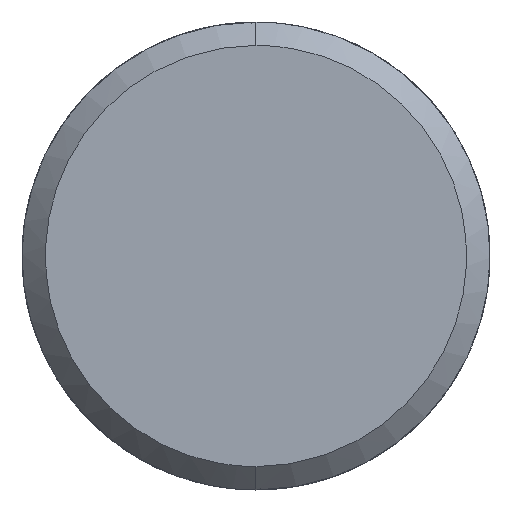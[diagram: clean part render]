
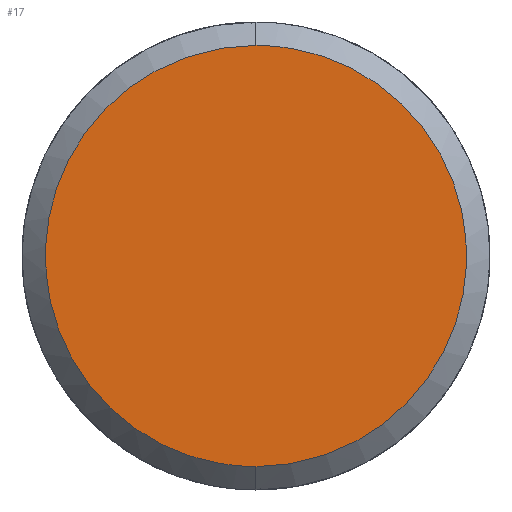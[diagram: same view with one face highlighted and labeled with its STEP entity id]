
A CAD part, front view. The second image highlights one B-rep face of the part: STEP entity #17.
In plain terms, the highlighted free-form (B-spline) face has degree [1, 1] with [2, 2] control points.
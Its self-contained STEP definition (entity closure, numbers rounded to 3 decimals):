
#17 = ADVANCED_FACE('',(#18),#40,.F.);
#18 = FACE_BOUND('',#19,.F.);
#19 = EDGE_LOOP('',(#20,#32));
#20 = ORIENTED_EDGE('',*,*,#21,.F.);
#21 = EDGE_CURVE('',#22,#24,#26,.T.);
#22 = VERTEX_POINT('',#23);
#23 = CARTESIAN_POINT('',(0.,-158.782,-11.432));
#24 = VERTEX_POINT('',#25);
#25 = CARTESIAN_POINT('',(0.,-158.782,11.432));
#26 = ( BOUNDED_CURVE() B_SPLINE_CURVE(2,(#27,#28,#29,#30,#31),
.UNSPECIFIED.,.F.,.F.) B_SPLINE_CURVE_WITH_KNOTS((3,2,3),(0.,
1.571,3.142),.PIECEWISE_BEZIER_KNOTS.) CURVE() 
GEOMETRIC_REPRESENTATION_ITEM() RATIONAL_B_SPLINE_CURVE((1.,
0.707,1.,0.707,1.)) REPRESENTATION_ITEM('') );
#27 = CARTESIAN_POINT('',(0.,-158.782,
    -11.432));
#28 = CARTESIAN_POINT('',(11.432,-158.782,
    -11.432));
#29 = CARTESIAN_POINT('',(11.432,-158.782,
    0.));
#30 = CARTESIAN_POINT('',(11.432,-158.782,
    11.432));
#31 = CARTESIAN_POINT('',(0.,-158.782,
    11.432));
#32 = ORIENTED_EDGE('',*,*,#33,.F.);
#33 = EDGE_CURVE('',#24,#22,#34,.T.);
#34 = ( BOUNDED_CURVE() B_SPLINE_CURVE(2,(#35,#36,#37,#38,#39),
.UNSPECIFIED.,.F.,.F.) B_SPLINE_CURVE_WITH_KNOTS((3,2,3),(0.,
1.571,3.142),.PIECEWISE_BEZIER_KNOTS.) CURVE() 
GEOMETRIC_REPRESENTATION_ITEM() RATIONAL_B_SPLINE_CURVE((1.,
0.707,1.,0.707,1.)) REPRESENTATION_ITEM('') );
#35 = CARTESIAN_POINT('',(0.,-158.782,11.432));
#36 = CARTESIAN_POINT('',(-11.432,-158.782,
    11.432));
#37 = CARTESIAN_POINT('',(-11.432,-158.782,
    0.));
#38 = CARTESIAN_POINT('',(-11.432,-158.782,
    -11.432));
#39 = CARTESIAN_POINT('',(0.,-158.782,
    -11.432));
#40 = B_SPLINE_SURFACE_WITH_KNOTS('',1,1,(
    (#41,#42)
    ,(#43,#44
    )),.UNSPECIFIED.,.F.,.F.,.F.,(2,2),(2,2),(-9.36,9.36),(
    -9.375,9.375),.PIECEWISE_BEZIER_KNOTS.);
#41 = CARTESIAN_POINT('',(11.908,-158.782,11.89
    ));
#42 = CARTESIAN_POINT('',(-11.908,-158.782,11.89
    ));
#43 = CARTESIAN_POINT('',(11.908,-158.782,
    -11.89));
#44 = CARTESIAN_POINT('',(-11.908,-158.782,
    -11.89));
